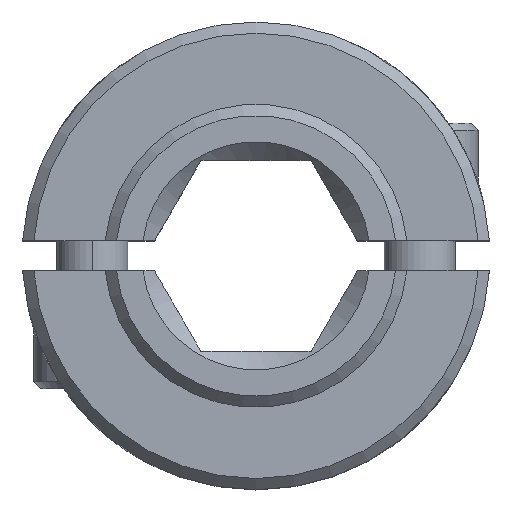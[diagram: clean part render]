
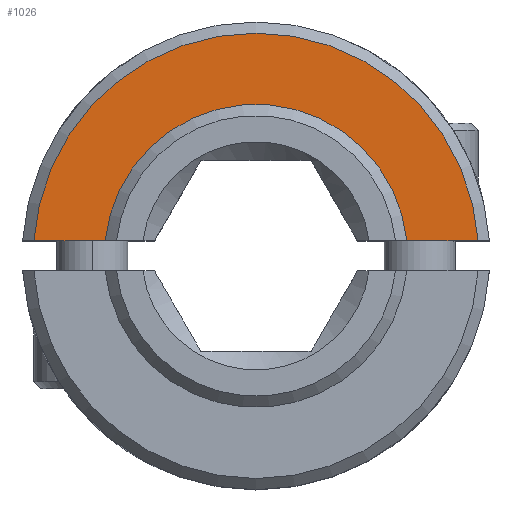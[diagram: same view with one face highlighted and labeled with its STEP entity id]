
A CAD part, top view. The second image highlights one B-rep face of the part: STEP entity #1026.
In plain terms, the highlighted planar face has unit normal (0, 0, 1).
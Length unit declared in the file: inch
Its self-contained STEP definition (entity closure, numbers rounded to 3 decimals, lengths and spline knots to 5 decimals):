
#28 = ORIENTED_EDGE ( 'NONE', *, *, #806, .T. ) ;
#39 = DIRECTION ( 'NONE',  ( 1., 0., 0. ) ) ;
#129 = CARTESIAN_POINT ( 'NONE',  ( 0., 0., 0.47 ) ) ;
#220 = CIRCLE ( 'NONE', #280, 0.595 ) ;
#242 = CARTESIAN_POINT ( 'NONE',  ( 0., 0., 0.47 ) ) ;
#259 = ORIENTED_EDGE ( 'NONE', *, *, #1456, .T. ) ;
#280 = AXIS2_PLACEMENT_3D ( 'NONE', #129, #609, #454 ) ;
#286 = VERTEX_POINT ( 'NONE', #1355 ) ;
#345 = DIRECTION ( 'NONE',  ( 1., 0., 0. ) ) ;
#435 = CARTESIAN_POINT ( 'NONE',  ( 0.40302, 0.04, 0.47 ) ) ;
#454 = DIRECTION ( 'NONE',  ( 1., 0., 0. ) ) ;
#477 = VECTOR ( 'NONE', #39, 39.37008 ) ;
#514 = AXIS2_PLACEMENT_3D ( 'NONE', #1307, #534, #345 ) ;
#534 = DIRECTION ( 'NONE',  ( 0., 0., 1. ) ) ;
#609 = DIRECTION ( 'NONE',  ( 0., 0., 1. ) ) ;
#642 = CARTESIAN_POINT ( 'NONE',  ( 0.625, 0.04, 0.47 ) ) ;
#663 = VERTEX_POINT ( 'NONE', #1934 ) ;
#680 = CIRCLE ( 'NONE', #1468, 0.405 ) ;
#697 = ORIENTED_EDGE ( 'NONE', *, *, #1870, .T. ) ;
#769 = LINE ( 'NONE', #642, #846 ) ;
#806 = EDGE_CURVE ( 'NONE', #286, #1187, #680, .T. ) ;
#846 = VECTOR ( 'NONE', #1060, 39.37008 ) ;
#883 = ORIENTED_EDGE ( 'NONE', *, *, #1872, .T. ) ;
#1026 = ADVANCED_FACE ( 'NONE', ( #1123 ), #1135, .T. ) ;
#1046 = EDGE_LOOP ( 'NONE', ( #259, #697, #883, #28 ) ) ;
#1060 = DIRECTION ( 'NONE',  ( 1., 0., 0. ) ) ;
#1123 = FACE_OUTER_BOUND ( 'NONE', #1046, .T. ) ;
#1135 = PLANE ( 'NONE',  #514 ) ;
#1148 = LINE ( 'NONE', #1615, #477 ) ;
#1187 = VERTEX_POINT ( 'NONE', #435 ) ;
#1196 = DIRECTION ( 'NONE',  ( 1., 0., 0. ) ) ;
#1307 = CARTESIAN_POINT ( 'NONE',  ( 0., 0., 0.47 ) ) ;
#1355 = CARTESIAN_POINT ( 'NONE',  ( -0.40302, 0.04, 0.47 ) ) ;
#1456 = EDGE_CURVE ( 'NONE', #1187, #663, #769, .T. ) ;
#1468 = AXIS2_PLACEMENT_3D ( 'NONE', #242, #1663, #1196 ) ;
#1615 = CARTESIAN_POINT ( 'NONE',  ( 0.625, 0.04, 0.47 ) ) ;
#1653 = CARTESIAN_POINT ( 'NONE',  ( -0.59365, 0.04, 0.47 ) ) ;
#1663 = DIRECTION ( 'NONE',  ( 0., 0., -1. ) ) ;
#1783 = VERTEX_POINT ( 'NONE', #1653 ) ;
#1870 = EDGE_CURVE ( 'NONE', #663, #1783, #220, .T. ) ;
#1872 = EDGE_CURVE ( 'NONE', #1783, #286, #1148, .T. ) ;
#1934 = CARTESIAN_POINT ( 'NONE',  ( 0.59365, 0.04, 0.47 ) ) ;
